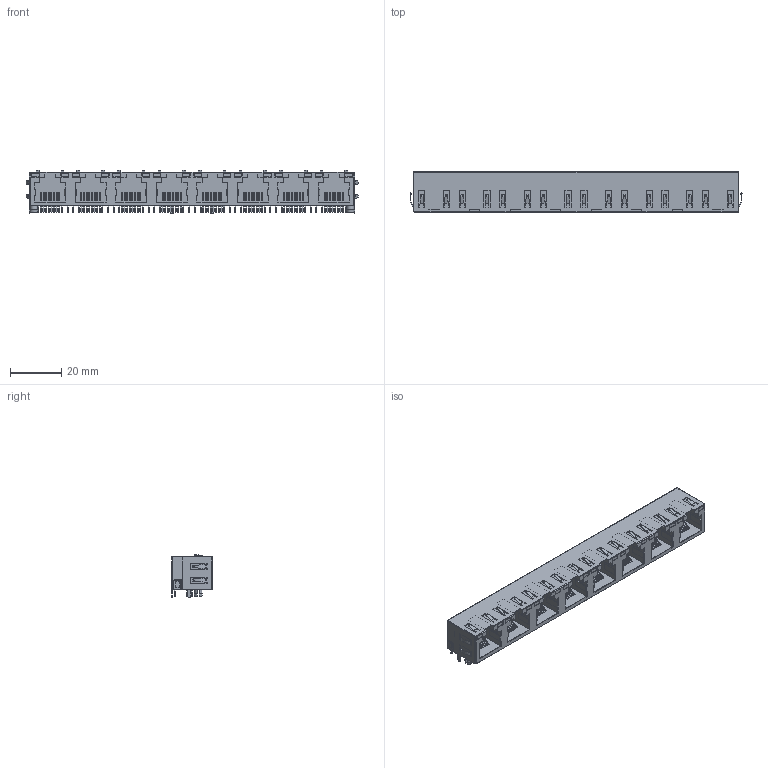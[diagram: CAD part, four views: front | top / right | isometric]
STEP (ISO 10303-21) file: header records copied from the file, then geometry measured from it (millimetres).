
FILE_DESCRIPTION(/* description */ (''),/* implementation_level */ '2;1');
FILE_NAME(/* name */ 'ZP51A-8811.step',/* time_stamp */ '2023-08-20T17:05:44+08:00',/* author */ (''),/* organization */ (''),/* preprocessor_version */ 'ST-DEVELOPER v19.2',/* originating_system */ 'Autodesk Translation Framework v12.4.0.73',/* authorisation */ '');
FILE_SCHEMA (('AUTOMOTIVE_DESIGN { 1 0 10303 214 3 1 1 }'));
Products named in the file (4): (未保存); U1; CONN-TH_ZP51A-8811; COMPOUND (1)
Assembly tree (3 placements, depth 4):
  (未保存)
    U1
      CONN-TH_ZP51A-8811
        COMPOUND (1)
Bounding box: 129.37 x 15.75 x 16.81 mm (x, y, z)
Volume: 16966.1 mm3; surface area: 21539.2 mm2
Topology: 2 solids, 2 shells, 2149 faces, 5873 edges, 3863 vertices
Faces by surface type: plane 1834, cylinder 205, bspline 106, cone 4
Entity records: 70157 total; most frequent: CARTESIAN_POINT 13208, ORIENTED_EDGE 11742, DIRECTION 10329, EDGE_CURVE 5871, LINE 5235, VECTOR 5235, VERTEX_POINT 3862, AXIS2_PLACEMENT_3D 2547
